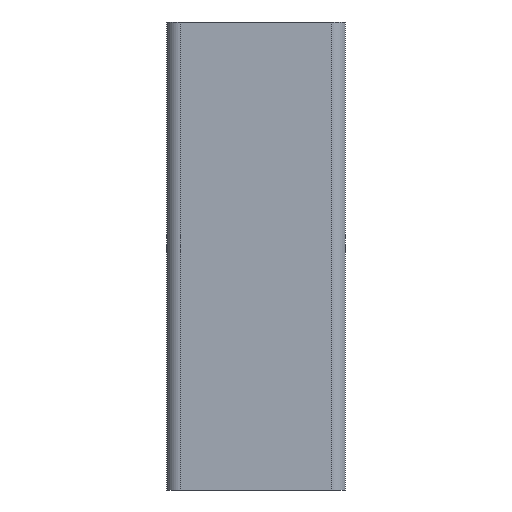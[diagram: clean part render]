
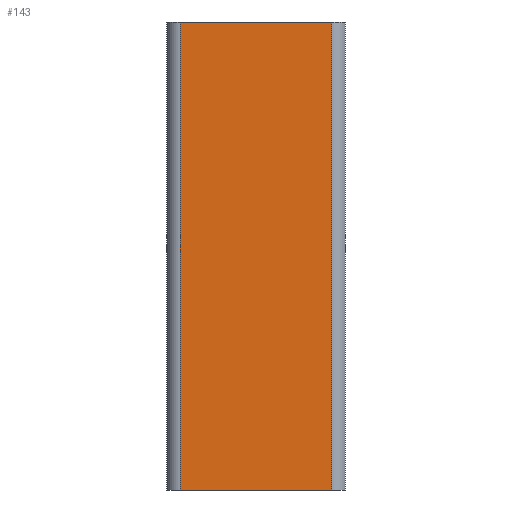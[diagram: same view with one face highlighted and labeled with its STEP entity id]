
A CAD part, left-side view. The second image highlights one B-rep face of the part: STEP entity #143.
In plain terms, the highlighted planar face has unit normal (-1, 0, 0).
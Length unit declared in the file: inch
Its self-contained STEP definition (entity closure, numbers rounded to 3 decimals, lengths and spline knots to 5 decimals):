
#28 = AXIS2_PLACEMENT_3D ( 'NONE', #349, #653, #245 ) ;
#45 = FACE_OUTER_BOUND ( 'NONE', #642, .T. ) ;
#49 = EDGE_CURVE ( 'NONE', #578, #315, #260, .T. ) ;
#50 = CARTESIAN_POINT ( 'NONE',  ( -1.195, -1.9375, 6. ) ) ;
#51 = VECTOR ( 'NONE', #452, 39.37008 ) ;
#85 = CARTESIAN_POINT ( 'NONE',  ( -1.195, 1.9375, 6. ) ) ;
#96 = CARTESIAN_POINT ( 'NONE',  ( -1.195, -1.9375, -6. ) ) ;
#143 = ADVANCED_FACE ( 'NONE', ( #45 ), #521, .F. ) ;
#168 = VERTEX_POINT ( 'NONE', #182 ) ;
#182 = CARTESIAN_POINT ( 'NONE',  ( -1.195, 1.9375, -6. ) ) ;
#192 = DIRECTION ( 'NONE',  ( 0., 0., -1. ) ) ;
#226 = VECTOR ( 'NONE', #626, 39.37008 ) ;
#245 = DIRECTION ( 'NONE',  ( 0., 0., -1. ) ) ;
#257 = VERTEX_POINT ( 'NONE', #85 ) ;
#260 = LINE ( 'NONE', #50, #612 ) ;
#289 = LINE ( 'NONE', #96, #226 ) ;
#315 = VERTEX_POINT ( 'NONE', #574 ) ;
#349 = CARTESIAN_POINT ( 'NONE',  ( -1.195, -1.9375, 6. ) ) ;
#356 = LINE ( 'NONE', #470, #492 ) ;
#365 = DIRECTION ( 'NONE',  ( 0., 0., -1. ) ) ;
#390 = EDGE_CURVE ( 'NONE', #257, #578, #519, .T. ) ;
#400 = EDGE_CURVE ( 'NONE', #168, #315, #289, .T. ) ;
#428 = ORIENTED_EDGE ( 'NONE', *, *, #400, .T. ) ;
#452 = DIRECTION ( 'NONE',  ( 0., -1., 0. ) ) ;
#470 = CARTESIAN_POINT ( 'NONE',  ( -1.195, 1.9375, 6. ) ) ;
#492 = VECTOR ( 'NONE', #365, 39.37008 ) ;
#499 = ORIENTED_EDGE ( 'NONE', *, *, #49, .F. ) ;
#519 = LINE ( 'NONE', #640, #51 ) ;
#521 = PLANE ( 'NONE',  #28 ) ;
#574 = CARTESIAN_POINT ( 'NONE',  ( -1.195, -1.9375, -6. ) ) ;
#578 = VERTEX_POINT ( 'NONE', #647 ) ;
#611 = ORIENTED_EDGE ( 'NONE', *, *, #390, .F. ) ;
#612 = VECTOR ( 'NONE', #192, 39.37008 ) ;
#626 = DIRECTION ( 'NONE',  ( 0., -1., 0. ) ) ;
#629 = ORIENTED_EDGE ( 'NONE', *, *, #644, .T. ) ;
#640 = CARTESIAN_POINT ( 'NONE',  ( -1.195, -1.9375, 6. ) ) ;
#642 = EDGE_LOOP ( 'NONE', ( #428, #499, #611, #629 ) ) ;
#644 = EDGE_CURVE ( 'NONE', #257, #168, #356, .T. ) ;
#647 = CARTESIAN_POINT ( 'NONE',  ( -1.195, -1.9375, 6. ) ) ;
#653 = DIRECTION ( 'NONE',  ( 1., 0., 0. ) ) ;
